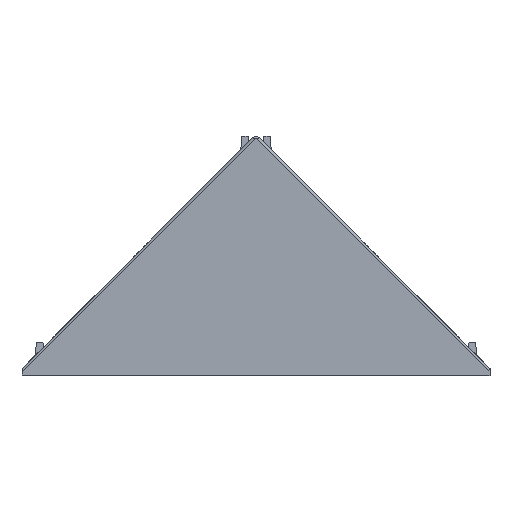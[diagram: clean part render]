
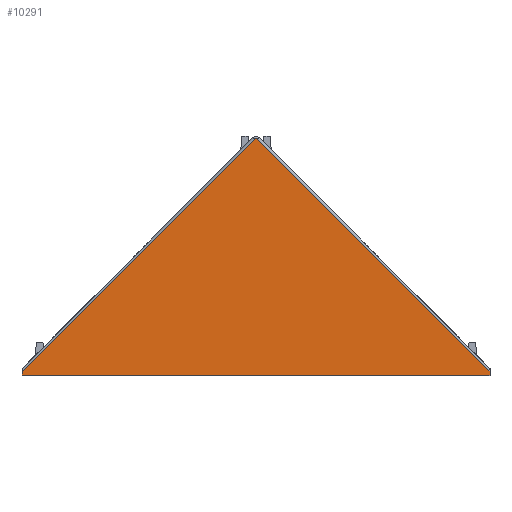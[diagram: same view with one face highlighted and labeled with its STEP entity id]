
A CAD part, top view. The second image highlights one B-rep face of the part: STEP entity #10291.
In plain terms, the highlighted planar face has unit normal (0, 0, 1).
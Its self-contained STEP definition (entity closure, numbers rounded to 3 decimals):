
#218 = CARTESIAN_POINT ( 'NONE',  ( 53.132, 54.632, 37. ) ) ;
#376 = B_SPLINE_CURVE_WITH_KNOTS ( 'NONE', 3,
 ( #1695, #1662, #1589, #1557, #1522, #1482, #1445, #1412, #1378, #1338, #1300, #1263, #1246, #1216, #1203, #1178, #1140 ),
 .UNSPECIFIED., .F., .F.,
 ( 4, 2, 2, 2, 2, 1, 2, 2, 4 ),
 ( 0., 0.125, 0.25, 0.375, 0.5, 0.625, 0.688, 0.75, 1. ),
 .UNSPECIFIED. ) ;
#413 = VERTEX_POINT ( 'NONE', #2104 ) ;
#579 = VECTOR ( 'NONE', #6020, 1000. ) ;
#765 = CARTESIAN_POINT ( 'NONE',  ( 0.354, 53.571, 37. ) ) ;
#806 = VERTEX_POINT ( 'NONE', #9175 ) ;
#1140 = CARTESIAN_POINT ( 'NONE',  ( -0.354, 53.571, 37. ) ) ;
#1178 = CARTESIAN_POINT ( 'NONE',  ( -0.308, 53.616, 37. ) ) ;
#1203 = CARTESIAN_POINT ( 'NONE',  ( -0.256, 53.651, 37. ) ) ;
#1216 = CARTESIAN_POINT ( 'NONE',  ( -0.184, 53.682, 37. ) ) ;
#1246 = CARTESIAN_POINT ( 'NONE',  ( -0.166, 53.689, 37. ) ) ;
#1263 = CARTESIAN_POINT ( 'NONE',  ( -0.133, 53.7, 37. ) ) ;
#1293 = VECTOR ( 'NONE', #8920, 1000. ) ;
#1300 = CARTESIAN_POINT ( 'NONE',  ( -0.084, 53.712, 37. ) ) ;
#1338 = CARTESIAN_POINT ( 'NONE',  ( -0.034, 53.717, 37. ) ) ;
#1352 = EDGE_CURVE ( 'NONE', #806, #4309, #9600, .T. ) ;
#1378 = CARTESIAN_POINT ( 'NONE',  ( 0.034, 53.717, 37. ) ) ;
#1412 = CARTESIAN_POINT ( 'NONE',  ( 0.069, 53.714, 37. ) ) ;
#1445 = CARTESIAN_POINT ( 'NONE',  ( 0.136, 53.7, 37. ) ) ;
#1482 = CARTESIAN_POINT ( 'NONE',  ( 0.168, 53.69, 37. ) ) ;
#1522 = CARTESIAN_POINT ( 'NONE',  ( 0.229, 53.663, 37. ) ) ;
#1557 = CARTESIAN_POINT ( 'NONE',  ( 0.256, 53.648, 37. ) ) ;
#1589 = CARTESIAN_POINT ( 'NONE',  ( 0.307, 53.613, 37. ) ) ;
#1662 = CARTESIAN_POINT ( 'NONE',  ( 0.331, 53.593, 37. ) ) ;
#1695 = CARTESIAN_POINT ( 'NONE',  ( 0.354, 53.571, 37. ) ) ;
#1751 = CARTESIAN_POINT ( 'NONE',  ( -53.132, 0., 37. ) ) ;
#1816 = CARTESIAN_POINT ( 'NONE',  ( 53.132, 0., 37. ) ) ;
#2104 = CARTESIAN_POINT ( 'NONE',  ( -0.354, 53.571, 37. ) ) ;
#2370 = EDGE_LOOP ( 'NONE', ( #4722, #3890, #9651, #4563, #5988, #4003 ) ) ;
#2878 = CARTESIAN_POINT ( 'NONE',  ( 0., 54.632, 37. ) ) ;
#3560 = LINE ( 'NONE', #8741, #10004 ) ;
#3569 = LINE ( 'NONE', #9733, #1293 ) ;
#3757 = DIRECTION ( 'NONE',  ( 1., 0., 0. ) ) ;
#3890 = ORIENTED_EDGE ( 'NONE', *, *, #9397, .T. ) ;
#4003 = ORIENTED_EDGE ( 'NONE', *, *, #1352, .T. ) ;
#4309 = VERTEX_POINT ( 'NONE', #1816 ) ;
#4563 = ORIENTED_EDGE ( 'NONE', *, *, #9013, .F. ) ;
#4627 = EDGE_CURVE ( 'NONE', #9493, #806, #3560, .T. ) ;
#4722 = ORIENTED_EDGE ( 'NONE', *, *, #6829, .T. ) ;
#5019 = EDGE_CURVE ( 'NONE', #5870, #413, #376, .T. ) ;
#5123 = CARTESIAN_POINT ( 'NONE',  ( 53.132, 0.793, 37. ) ) ;
#5870 = VERTEX_POINT ( 'NONE', #765 ) ;
#5988 = ORIENTED_EDGE ( 'NONE', *, *, #4627, .T. ) ;
#6020 = DIRECTION ( 'NONE',  ( 1., 0., 0. ) ) ;
#6164 = AXIS2_PLACEMENT_3D ( 'NONE', #2878, #8821, #3757 ) ;
#6481 = VECTOR ( 'NONE', #7067, 1000. ) ;
#6664 = DIRECTION ( 'NONE',  ( 0.707, 0.707, 0. ) ) ;
#6829 = EDGE_CURVE ( 'NONE', #4309, #9142, #10856, .T. ) ;
#7067 = DIRECTION ( 'NONE',  ( 0., 1., 0. ) ) ;
#7786 = FACE_OUTER_BOUND ( 'NONE', #2370, .T. ) ;
#8292 = CARTESIAN_POINT ( 'NONE',  ( -53.132, 0.793, 37. ) ) ;
#8310 = CARTESIAN_POINT ( 'NONE',  ( 0.354, 54.278, 37. ) ) ;
#8435 = VECTOR ( 'NONE', #6664, 1000. ) ;
#8705 = DIRECTION ( 'NONE',  ( 0., -1., 0. ) ) ;
#8706 = LINE ( 'NONE', #8310, #8435 ) ;
#8741 = CARTESIAN_POINT ( 'NONE',  ( -53.132, 54.632, 37. ) ) ;
#8821 = DIRECTION ( 'NONE',  ( 0., 0., 1. ) ) ;
#8920 = DIRECTION ( 'NONE',  ( -0.707, 0.707, 0. ) ) ;
#9013 = EDGE_CURVE ( 'NONE', #9493, #413, #8706, .T. ) ;
#9142 = VERTEX_POINT ( 'NONE', #5123 ) ;
#9175 = CARTESIAN_POINT ( 'NONE',  ( -53.132, 0., 37. ) ) ;
#9397 = EDGE_CURVE ( 'NONE', #9142, #5870, #3569, .T. ) ;
#9493 = VERTEX_POINT ( 'NONE', #8292 ) ;
#9600 = LINE ( 'NONE', #1751, #579 ) ;
#9602 = PLANE ( 'NONE',  #6164 ) ;
#9651 = ORIENTED_EDGE ( 'NONE', *, *, #5019, .T. ) ;
#9733 = CARTESIAN_POINT ( 'NONE',  ( 53.132, 0.793, 37. ) ) ;
#10004 = VECTOR ( 'NONE', #8705, 1000. ) ;
#10291 = ADVANCED_FACE ( 'NONE', ( #7786 ), #9602, .T. ) ;
#10856 = LINE ( 'NONE', #218, #6481 ) ;
